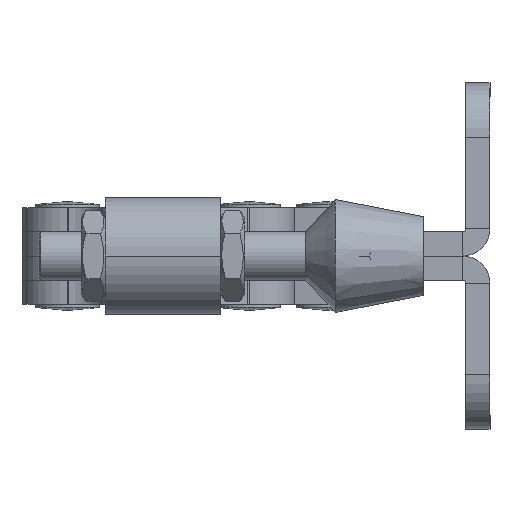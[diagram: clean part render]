
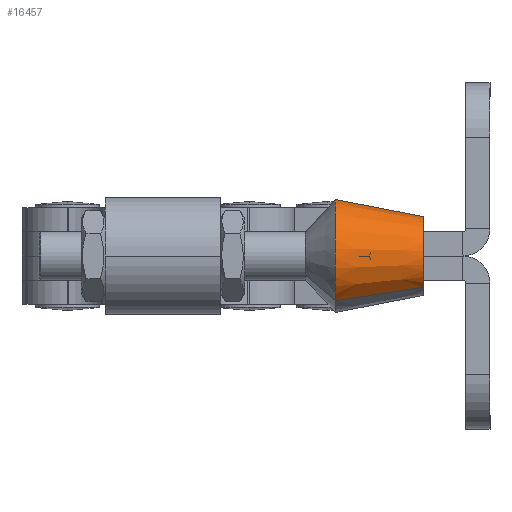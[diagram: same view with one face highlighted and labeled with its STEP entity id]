
A CAD part, left-side view. The second image highlights one B-rep face of the part: STEP entity #16457.
In plain terms, the highlighted conical face has half-angle 11 degrees and reference radius 6.5 mm.
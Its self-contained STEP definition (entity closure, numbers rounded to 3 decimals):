
#1213 = ORIENTED_EDGE ( 'NONE', *, *, #9530, .F. ) ;
#1214 = ORIENTED_EDGE ( 'NONE', *, *, #10281, .F. ) ;
#1215 = ORIENTED_EDGE ( 'NONE', *, *, #9528, .T. ) ;
#1216 = ORIENTED_EDGE ( 'NONE', *, *, #9523, .T. ) ;
#5155 = VECTOR ( 'NONE', #22129, 1000. ) ;
#5161 = VECTOR ( 'NONE', #22137, 1000. ) ;
#5165 = LINE ( 'NONE', #22114, #5155 ) ;
#5174 = LINE ( 'NONE', #22127, #5161 ) ;
#5188 = CIRCLE ( 'NONE', #11777, 9.325 ) ;
#5920 = CIRCLE ( 'NONE', #24877, 6.5 ) ;
#6637 = CARTESIAN_POINT ( 'NONE',  ( 0., 14.534, -9.325 ) ) ;
#6836 = CARTESIAN_POINT ( 'NONE',  ( 0., 0., -6.5 ) ) ;
#7146 = CARTESIAN_POINT ( 'NONE',  ( 0., 0., 6.5 ) ) ;
#8534 = CARTESIAN_POINT ( 'NONE',  ( 0., 0., 0. ) ) ;
#8536 = DIRECTION ( 'NONE',  ( 0., 1., 0. ) ) ;
#8541 = DIRECTION ( 'NONE',  ( 0., 0., 1. ) ) ;
#9523 = EDGE_CURVE ( 'NONE', #11878, #17659, #5188, .T. ) ;
#9528 = EDGE_CURVE ( 'NONE', #17104, #11878, #5174, .T. ) ;
#9530 = EDGE_CURVE ( 'NONE', #17448, #17659, #5165, .T. ) ;
#10281 = EDGE_CURVE ( 'NONE', #17104, #17448, #5920, .T. ) ;
#11777 = AXIS2_PLACEMENT_3D ( 'NONE', #22147, #22145, #22143 ) ;
#11878 = VERTEX_POINT ( 'NONE', #13266 ) ;
#13266 = CARTESIAN_POINT ( 'NONE',  ( 0., 14.534, 9.325 ) ) ;
#15640 = CONICAL_SURFACE ( 'NONE', #25389, 6.5, 0.192 ) ;
#16457 = ADVANCED_FACE ( 'NONE', ( #16695 ), #15640, .T. ) ;
#16695 = FACE_OUTER_BOUND ( 'NONE', #19287, .T. ) ;
#17104 = VERTEX_POINT ( 'NONE', #7146 ) ;
#17448 = VERTEX_POINT ( 'NONE', #6836 ) ;
#17659 = VERTEX_POINT ( 'NONE', #6637 ) ;
#19287 = EDGE_LOOP ( 'NONE', ( #1213, #1214, #1215, #1216 ) ) ;
#22114 = CARTESIAN_POINT ( 'NONE',  ( 0., 0., -6.5 ) ) ;
#22127 = CARTESIAN_POINT ( 'NONE',  ( 0., 0., 6.5 ) ) ;
#22129 = DIRECTION ( 'NONE',  ( 0., 0.982, -0.191 ) ) ;
#22137 = DIRECTION ( 'NONE',  ( 0., 0.982, 0.191 ) ) ;
#22143 = DIRECTION ( 'NONE',  ( 0., 0., -1. ) ) ;
#22145 = DIRECTION ( 'NONE',  ( 0., -1., 0. ) ) ;
#22147 = CARTESIAN_POINT ( 'NONE',  ( 0., 14.534, 0. ) ) ;
#24877 = AXIS2_PLACEMENT_3D ( 'NONE', #26102, #26096, #26092 ) ;
#25389 = AXIS2_PLACEMENT_3D ( 'NONE', #8534, #8536, #8541 ) ;
#26092 = DIRECTION ( 'NONE',  ( 0., 0., -1. ) ) ;
#26096 = DIRECTION ( 'NONE',  ( 0., -1., 0. ) ) ;
#26102 = CARTESIAN_POINT ( 'NONE',  ( 0., 0., 0. ) ) ;
